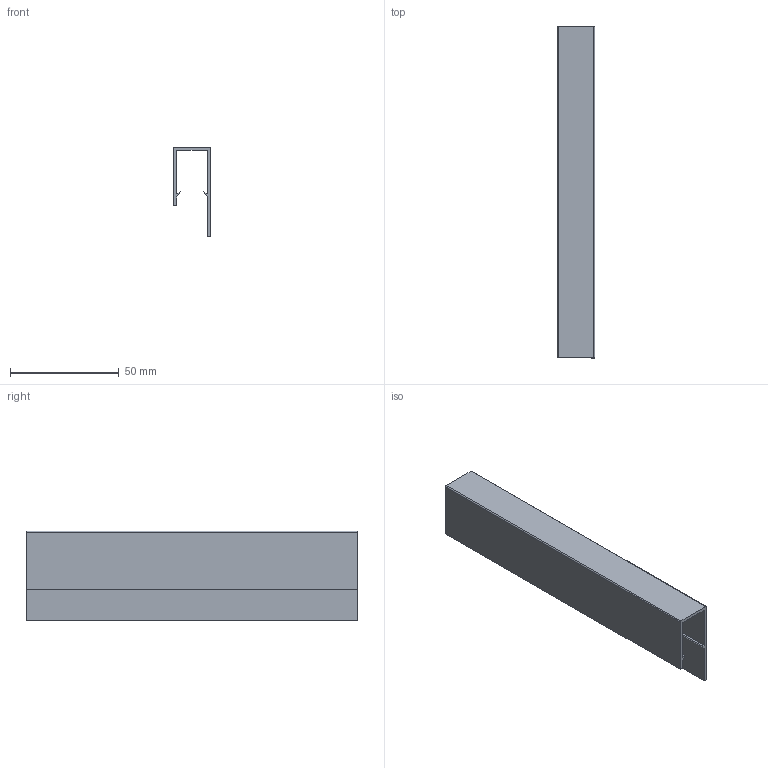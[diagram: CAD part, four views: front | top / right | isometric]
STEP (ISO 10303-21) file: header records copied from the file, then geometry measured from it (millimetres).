
FILE_DESCRIPTION((''),'2;1');
FILE_NAME('SG1080.STP', '2021-02-05T21:21:34',(''), (''), 'KCM Version 2.0.6974.6974', 'KeyCreator Pro', '');
FILE_SCHEMA(('AUTOMOTIVE_DESIGN'));
Length unit declared in the file: inch
Bounding box: 17.12 x 152.4 x 41.27 mm (x, y, z)
Volume: 20089.5 mm3; surface area: 26630.3 mm2
Topology: 1 solids, 1 shells, 18 faces, 48 edges, 32 vertices
Faces by surface type: plane 16, cylinder 2
Entity records: 581 total; most frequent: CARTESIAN_POINT 99, ORIENTED_EDGE 96, DIRECTION 90, EDGE_CURVE 48, VECTOR 44, LINE 44, VERTEX_POINT 32, AXIS2_PLACEMENT_3D 23
